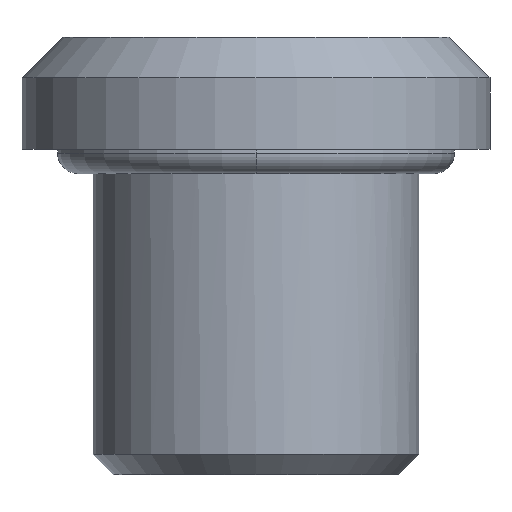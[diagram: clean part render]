
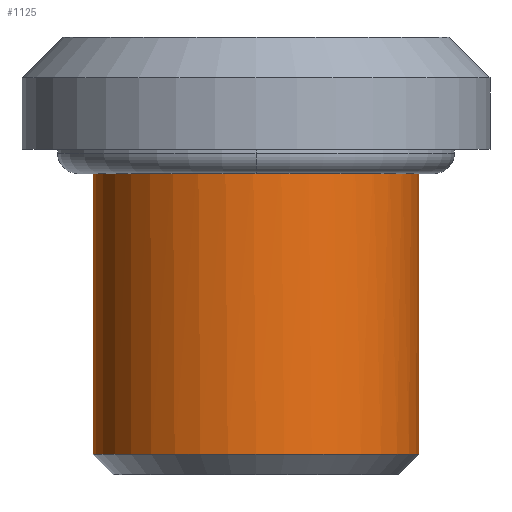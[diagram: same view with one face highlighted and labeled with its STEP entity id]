
A CAD part, left-side view. The second image highlights one B-rep face of the part: STEP entity #1125.
In plain terms, the highlighted cylindrical face has radius 8 mm (diameter 16 mm), a partial arc.
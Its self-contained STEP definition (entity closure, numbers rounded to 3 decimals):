
#878=AXIS2_PLACEMENT_3D('Circle Axis2P3D',#876,#877,$) ;
#905=AXIS2_PLACEMENT_3D('Circle Axis2P3D',#903,#904,$) ;
#1084=AXIS2_PLACEMENT_3D('Cylinder Axis2P3D',#1081,#1082,#1083) ;
#1115=AXIS2_PLACEMENT_3D('Circle Axis2P3D',#1113,#1114,$) ;
#873=CARTESIAN_POINT('Vertex',(11.5,19.5,16.)) ;
#876=CARTESIAN_POINT('Axis2P3D Location',(11.5,11.5,16.)) ;
#880=CARTESIAN_POINT('Vertex',(4.479,7.665,16.)) ;
#903=CARTESIAN_POINT('Axis2P3D Location',(11.5,11.5,16.)) ;
#907=CARTESIAN_POINT('Vertex',(11.5,3.5,16.)) ;
#1081=CARTESIAN_POINT('Axis2P3D Location',(11.5,11.5,8.)) ;
#1086=CARTESIAN_POINT('Line Origine',(11.5,19.5,8.)) ;
#1090=CARTESIAN_POINT('Vertex',(11.5,19.5,1.)) ;
#1093=CARTESIAN_POINT('Line Origine',(11.5,3.5,8.)) ;
#1097=CARTESIAN_POINT('Vertex',(11.5,3.5,1.)) ;
#1113=CARTESIAN_POINT('Axis2P3D Location',(11.5,11.5,1.)) ;
#877=DIRECTION('Axis2P3D Direction',(0.,0.,1.)) ;
#904=DIRECTION('Axis2P3D Direction',(0.,0.,1.)) ;
#1082=DIRECTION('Axis2P3D Direction',(0.,0.,-1.)) ;
#1083=DIRECTION('Axis2P3D XDirection',(0.,1.,0.)) ;
#1087=DIRECTION('Vector Direction',(0.,0.,-1.)) ;
#1094=DIRECTION('Vector Direction',(0.,0.,-1.)) ;
#1114=DIRECTION('Axis2P3D Direction',(0.,0.,-1.)) ;
#1088=VECTOR('Line Direction',#1087,1.) ;
#1095=VECTOR('Line Direction',#1094,1.) ;
#1119=ORIENTED_EDGE('',*,*,#1099,.T.) ;
#1120=ORIENTED_EDGE('',*,*,#909,.T.) ;
#1121=ORIENTED_EDGE('',*,*,#882,.T.) ;
#1122=ORIENTED_EDGE('',*,*,#1092,.F.) ;
#1123=ORIENTED_EDGE('',*,*,#1117,.F.) ;
#1125=ADVANCED_FACE('Stopper Plug_M16.1\\Koerper.2',(#1124),#1085,.T.) ;
#879=CIRCLE('generated circle',#878,8.) ;
#906=CIRCLE('generated circle',#905,8.) ;
#1116=CIRCLE('generated circle',#1115,8.) ;
#1085=CYLINDRICAL_SURFACE('generated cylinder',#1084,8.) ;
#882=EDGE_CURVE('',#881,#874,#879,.F.) ;
#909=EDGE_CURVE('',#908,#881,#906,.F.) ;
#1092=EDGE_CURVE('',#1091,#874,#1089,.F.) ;
#1099=EDGE_CURVE('',#1098,#908,#1096,.F.) ;
#1117=EDGE_CURVE('',#1098,#1091,#1116,.T.) ;
#1118=EDGE_LOOP('',(#1119,#1120,#1121,#1122,#1123)) ;
#1124=FACE_OUTER_BOUND('',#1118,.T.) ;
#1089=LINE('Line',#1086,#1088) ;
#1096=LINE('Line',#1093,#1095) ;
#874=VERTEX_POINT('',#873) ;
#881=VERTEX_POINT('',#880) ;
#908=VERTEX_POINT('',#907) ;
#1091=VERTEX_POINT('',#1090) ;
#1098=VERTEX_POINT('',#1097) ;
